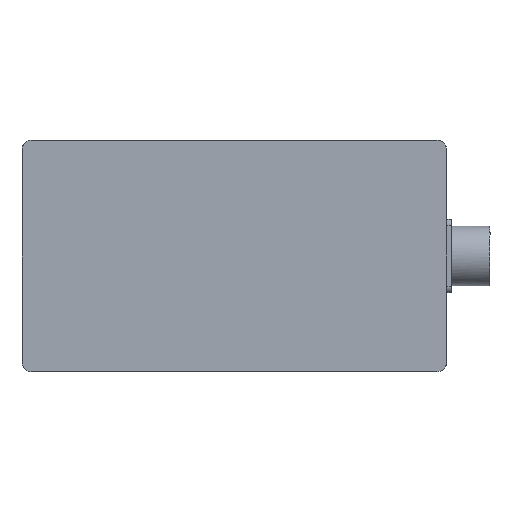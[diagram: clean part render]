
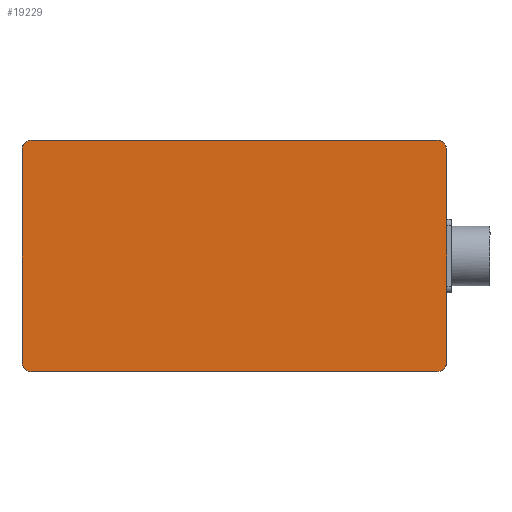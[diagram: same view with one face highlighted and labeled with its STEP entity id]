
A CAD part, front view. The second image highlights one B-rep face of the part: STEP entity #19229.
In plain terms, the highlighted face is planar.
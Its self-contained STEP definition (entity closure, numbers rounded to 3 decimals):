
#110 = VECTOR ( 'NONE', #64129, 1000. ) ;
#388 = CIRCLE ( 'NONE', #12252, 5. ) ;
#963 = LINE ( 'NONE', #9202, #31677 ) ;
#1573 = LINE ( 'NONE', #15524, #110 ) ;
#5296 = AXIS2_PLACEMENT_3D ( 'NONE', #43491, #31049, #18648 ) ;
#7295 = CARTESIAN_POINT ( 'NONE',  ( 60., -40., -119. ) ) ;
#7949 = VERTEX_POINT ( 'NONE', #64431 ) ;
#8422 = VERTEX_POINT ( 'NONE', #60557 ) ;
#8938 = ORIENTED_EDGE ( 'NONE', *, *, #35966, .T. ) ;
#9163 = CARTESIAN_POINT ( 'NONE',  ( -55., -45., -119. ) ) ;
#9202 = CARTESIAN_POINT ( 'NONE',  ( 60., 170., -119. ) ) ;
#10674 = VERTEX_POINT ( 'NONE', #55556 ) ;
#12252 = AXIS2_PLACEMENT_3D ( 'NONE', #71365, #75928, #25772 ) ;
#15524 = CARTESIAN_POINT ( 'NONE',  ( 55., -45., -119. ) ) ;
#15703 = EDGE_CURVE ( 'NONE', #68054, #16217, #963, .T. ) ;
#16217 = VERTEX_POINT ( 'NONE', #7295 ) ;
#17514 = EDGE_CURVE ( 'NONE', #10674, #37136, #1573, .T. ) ;
#18648 = DIRECTION ( 'NONE',  ( -1., 0., 0. ) ) ;
#18873 = EDGE_CURVE ( 'NONE', #37136, #27722, #61006, .T. ) ;
#18975 = ORIENTED_EDGE ( 'NONE', *, *, #58553, .T. ) ;
#19229 = ADVANCED_FACE ( 'NONE', ( #21601 ), #46881, .T. ) ;
#21601 = FACE_OUTER_BOUND ( 'NONE', #48175, .T. ) ;
#22272 = DIRECTION ( 'NONE',  ( 1., 0., 0. ) ) ;
#22417 = CARTESIAN_POINT ( 'NONE',  ( 55., -40., -119. ) ) ;
#23482 = ORIENTED_EDGE ( 'NONE', *, *, #34479, .T. ) ;
#23598 = EDGE_CURVE ( 'NONE', #16217, #10674, #73135, .T. ) ;
#25692 = DIRECTION ( 'NONE',  ( 0., 0., -1. ) ) ;
#25772 = DIRECTION ( 'NONE',  ( -1., 0., 0. ) ) ;
#25950 = VECTOR ( 'NONE', #59280, 1000. ) ;
#26166 = CARTESIAN_POINT ( 'NONE',  ( -60., -40., -119. ) ) ;
#27722 = VERTEX_POINT ( 'NONE', #31072 ) ;
#29133 = DIRECTION ( 'NONE',  ( -1., 0., 0. ) ) ;
#29940 = CARTESIAN_POINT ( 'NONE',  ( 55., 175., -119. ) ) ;
#30518 = CARTESIAN_POINT ( 'NONE',  ( 60., 170., -119. ) ) ;
#31049 = DIRECTION ( 'NONE',  ( 0., 0., -1. ) ) ;
#31072 = CARTESIAN_POINT ( 'NONE',  ( -60., -40., -119. ) ) ;
#31677 = VECTOR ( 'NONE', #78776, 1000. ) ;
#33816 = ORIENTED_EDGE ( 'NONE', *, *, #17514, .T. ) ;
#34479 = EDGE_CURVE ( 'NONE', #8422, #57518, #74476, .T. ) ;
#35243 = DIRECTION ( 'NONE',  ( -1., 0., 0. ) ) ;
#35966 = EDGE_CURVE ( 'NONE', #27722, #7949, #39788, .T. ) ;
#37136 = VERTEX_POINT ( 'NONE', #9163 ) ;
#38451 = AXIS2_PLACEMENT_3D ( 'NONE', #22417, #68695, #35243 ) ;
#39788 = LINE ( 'NONE', #26166, #25950 ) ;
#40352 = VECTOR ( 'NONE', #22272, 1000. ) ;
#40941 = CIRCLE ( 'NONE', #5296, 5. ) ;
#43036 = EDGE_CURVE ( 'NONE', #57518, #68054, #40941, .T. ) ;
#43465 = ORIENTED_EDGE ( 'NONE', *, *, #23598, .T. ) ;
#43491 = CARTESIAN_POINT ( 'NONE',  ( 55., 170., -119. ) ) ;
#45204 = ORIENTED_EDGE ( 'NONE', *, *, #18873, .T. ) ;
#46881 = PLANE ( 'NONE',  #38451 ) ;
#47129 = ORIENTED_EDGE ( 'NONE', *, *, #43036, .T. ) ;
#48175 = EDGE_LOOP ( 'NONE', ( #43465, #33816, #45204, #8938, #18975, #23482, #47129, #61527 ) ) ;
#49035 = AXIS2_PLACEMENT_3D ( 'NONE', #74312, #53988, #29133 ) ;
#53988 = DIRECTION ( 'NONE',  ( 0., 0., -1. ) ) ;
#55556 = CARTESIAN_POINT ( 'NONE',  ( 55., -45., -119. ) ) ;
#57518 = VERTEX_POINT ( 'NONE', #29940 ) ;
#58553 = EDGE_CURVE ( 'NONE', #7949, #8422, #388, .T. ) ;
#59280 = DIRECTION ( 'NONE',  ( 0., 1., 0. ) ) ;
#60557 = CARTESIAN_POINT ( 'NONE',  ( -55., 175., -119. ) ) ;
#61006 = CIRCLE ( 'NONE', #49035, 5. ) ;
#61527 = ORIENTED_EDGE ( 'NONE', *, *, #15703, .T. ) ;
#64129 = DIRECTION ( 'NONE',  ( -1., 0., 0. ) ) ;
#64431 = CARTESIAN_POINT ( 'NONE',  ( -60., 170., -119. ) ) ;
#68054 = VERTEX_POINT ( 'NONE', #30518 ) ;
#68695 = DIRECTION ( 'NONE',  ( 0., 0., -1. ) ) ;
#68825 = DIRECTION ( 'NONE',  ( -1., 0., 0. ) ) ;
#71365 = CARTESIAN_POINT ( 'NONE',  ( -55., 170., -119. ) ) ;
#73135 = CIRCLE ( 'NONE', #78347, 5. ) ;
#74312 = CARTESIAN_POINT ( 'NONE',  ( -55., -40., -119. ) ) ;
#74476 = LINE ( 'NONE', #80260, #40352 ) ;
#75928 = DIRECTION ( 'NONE',  ( 0., 0., -1. ) ) ;
#76252 = CARTESIAN_POINT ( 'NONE',  ( 55., -40., -119. ) ) ;
#78347 = AXIS2_PLACEMENT_3D ( 'NONE', #76252, #25692, #68825 ) ;
#78776 = DIRECTION ( 'NONE',  ( 0., -1., 0. ) ) ;
#80260 = CARTESIAN_POINT ( 'NONE',  ( -55., 175., -119. ) ) ;
